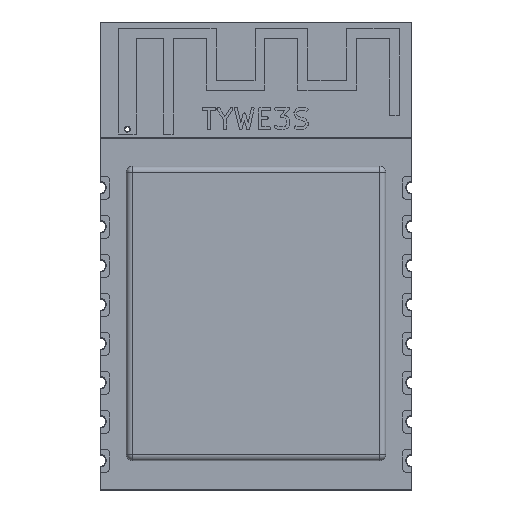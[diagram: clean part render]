
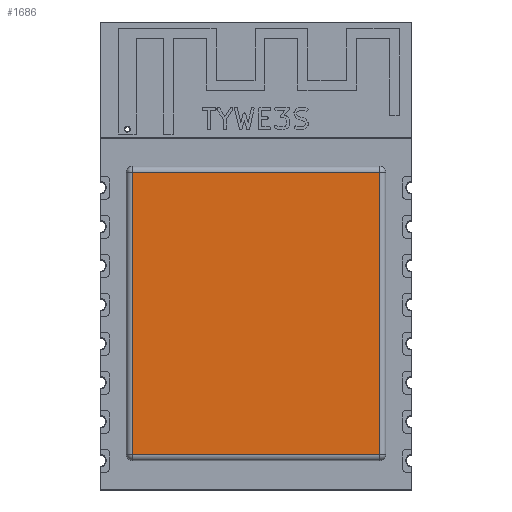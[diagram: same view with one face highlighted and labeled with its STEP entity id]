
A CAD part, top view. The second image highlights one B-rep face of the part: STEP entity #1686.
In plain terms, the highlighted planar face has unit normal (0, 0, 1).
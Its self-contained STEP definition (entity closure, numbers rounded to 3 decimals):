
#1509 = VERTEX_POINT('',#1510);
#1510 = CARTESIAN_POINT('',(-6.35,4.3,2.5));
#1517 = EDGE_CURVE('',#1509,#1518,#1520,.T.);
#1518 = VERTEX_POINT('',#1519);
#1519 = CARTESIAN_POINT('',(6.35,4.3,2.5));
#1520 = LINE('',#1521,#1522);
#1521 = CARTESIAN_POINT('',(-6.65,4.3,2.5));
#1522 = VECTOR('',#1523,1.);
#1523 = DIRECTION('',(1.,0.,0.));
#1686 = ADVANCED_FACE('',(#1687),#1712,.T.);
#1687 = FACE_BOUND('',#1688,.T.);
#1688 = EDGE_LOOP('',(#1689,#1697,#1705,#1711));
#1689 = ORIENTED_EDGE('',*,*,#1690,.F.);
#1690 = EDGE_CURVE('',#1691,#1509,#1693,.T.);
#1691 = VERTEX_POINT('',#1692);
#1692 = CARTESIAN_POINT('',(-6.35,-10.2,2.5));
#1693 = LINE('',#1694,#1695);
#1694 = CARTESIAN_POINT('',(-6.35,-10.5,2.5));
#1695 = VECTOR('',#1696,1.);
#1696 = DIRECTION('',(0.,1.,0.));
#1697 = ORIENTED_EDGE('',*,*,#1698,.F.);
#1698 = EDGE_CURVE('',#1699,#1691,#1701,.T.);
#1699 = VERTEX_POINT('',#1700);
#1700 = CARTESIAN_POINT('',(6.35,-10.2,2.5));
#1701 = LINE('',#1702,#1703);
#1702 = CARTESIAN_POINT('',(6.65,-10.2,2.5));
#1703 = VECTOR('',#1704,1.);
#1704 = DIRECTION('',(-1.,0.,0.));
#1705 = ORIENTED_EDGE('',*,*,#1706,.F.);
#1706 = EDGE_CURVE('',#1518,#1699,#1707,.T.);
#1707 = LINE('',#1708,#1709);
#1708 = CARTESIAN_POINT('',(6.35,4.6,2.5));
#1709 = VECTOR('',#1710,1.);
#1710 = DIRECTION('',(0.,-1.,0.));
#1711 = ORIENTED_EDGE('',*,*,#1517,.F.);
#1712 = PLANE('',#1713);
#1713 = AXIS2_PLACEMENT_3D('',#1714,#1715,#1716);
#1714 = CARTESIAN_POINT('',(0.,-2.95,2.5));
#1715 = DIRECTION('',(0.,0.,1.));
#1716 = DIRECTION('',(1.,0.,0.));
